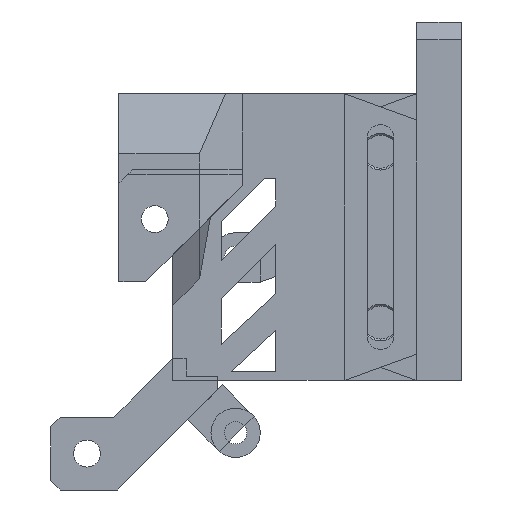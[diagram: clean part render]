
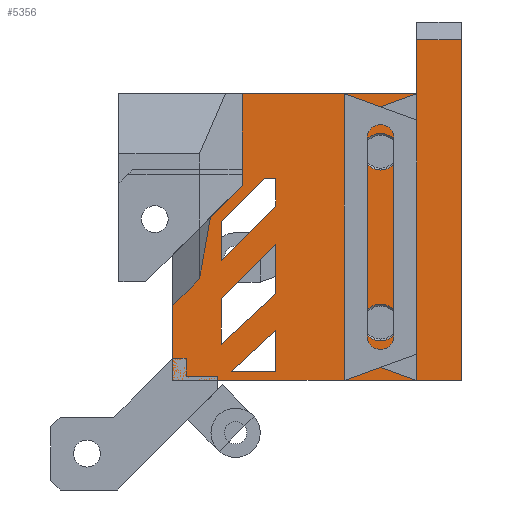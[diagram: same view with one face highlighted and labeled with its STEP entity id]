
A CAD part, left-side view. The second image highlights one B-rep face of the part: STEP entity #5356.
In plain terms, the highlighted planar face has unit normal (-1, 0, 0).
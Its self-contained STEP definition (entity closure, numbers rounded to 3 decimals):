
#243=FACE_BOUND('',#765,.T.);
#244=FACE_BOUND('',#766,.T.);
#245=FACE_BOUND('',#767,.T.);
#246=FACE_BOUND('',#768,.T.);
#247=FACE_BOUND('',#769,.T.);
#312=CIRCLE('',#5761,2.05);
#313=CIRCLE('',#5762,2.05);
#458=FACE_OUTER_BOUND('',#764,.T.);
#764=EDGE_LOOP('',(#3891,#3892,#3893,#3894,#3895,#3896,#3897,#3898,#3899,
#3900,#3901));
#765=EDGE_LOOP('',(#3902,#3903,#3904,#3905));
#766=EDGE_LOOP('',(#3906,#3907,#3908,#3909,#3910));
#767=EDGE_LOOP('',(#3911));
#768=EDGE_LOOP('',(#3912));
#769=EDGE_LOOP('',(#3913,#3914,#3915));
#1210=LINE('',#7835,#1819);
#1223=LINE('',#7859,#1832);
#1225=LINE('',#7864,#1834);
#1226=LINE('',#7866,#1835);
#1227=LINE('',#7868,#1836);
#1228=LINE('',#7870,#1837);
#1229=LINE('',#7872,#1838);
#1230=LINE('',#7874,#1839);
#1231=LINE('',#7876,#1840);
#1232=LINE('',#7878,#1841);
#1233=LINE('',#7879,#1842);
#1234=LINE('',#7882,#1843);
#1235=LINE('',#7884,#1844);
#1236=LINE('',#7886,#1845);
#1237=LINE('',#7887,#1846);
#1238=LINE('',#7890,#1847);
#1239=LINE('',#7892,#1848);
#1240=LINE('',#7894,#1849);
#1241=LINE('',#7896,#1850);
#1242=LINE('',#7897,#1851);
#1243=LINE('',#7904,#1852);
#1244=LINE('',#7906,#1853);
#1245=LINE('',#7907,#1854);
#1819=VECTOR('',#6414,10.);
#1832=VECTOR('',#6435,10.);
#1834=VECTOR('',#6441,10.);
#1835=VECTOR('',#6442,10.);
#1836=VECTOR('',#6443,10.);
#1837=VECTOR('',#6444,10.);
#1838=VECTOR('',#6445,10.);
#1839=VECTOR('',#6446,10.);
#1840=VECTOR('',#6447,10.);
#1841=VECTOR('',#6448,10.);
#1842=VECTOR('',#6449,10.);
#1843=VECTOR('',#6450,10.);
#1844=VECTOR('',#6451,10.);
#1845=VECTOR('',#6452,10.);
#1846=VECTOR('',#6453,10.);
#1847=VECTOR('',#6454,10.);
#1848=VECTOR('',#6455,10.);
#1849=VECTOR('',#6456,10.);
#1850=VECTOR('',#6457,10.);
#1851=VECTOR('',#6458,10.);
#1852=VECTOR('',#6463,10.);
#1853=VECTOR('',#6464,10.);
#1854=VECTOR('',#6465,10.);
#2385=VERTEX_POINT('',#7832);
#2386=VERTEX_POINT('',#7834);
#2393=VERTEX_POINT('',#7858);
#2394=VERTEX_POINT('',#7863);
#2395=VERTEX_POINT('',#7865);
#2396=VERTEX_POINT('',#7867);
#2397=VERTEX_POINT('',#7869);
#2398=VERTEX_POINT('',#7871);
#2399=VERTEX_POINT('',#7873);
#2400=VERTEX_POINT('',#7875);
#2401=VERTEX_POINT('',#7877);
#2402=VERTEX_POINT('',#7880);
#2403=VERTEX_POINT('',#7881);
#2404=VERTEX_POINT('',#7883);
#2405=VERTEX_POINT('',#7885);
#2406=VERTEX_POINT('',#7888);
#2407=VERTEX_POINT('',#7889);
#2408=VERTEX_POINT('',#7891);
#2409=VERTEX_POINT('',#7893);
#2410=VERTEX_POINT('',#7895);
#2411=VERTEX_POINT('',#7898);
#2412=VERTEX_POINT('',#7900);
#2413=VERTEX_POINT('',#7902);
#2414=VERTEX_POINT('',#7903);
#2415=VERTEX_POINT('',#7905);
#2942=EDGE_CURVE('',#2386,#2385,#1210,.T.);
#2955=EDGE_CURVE('',#2393,#2386,#1223,.T.);
#2957=EDGE_CURVE('',#2385,#2394,#1225,.T.);
#2958=EDGE_CURVE('',#2394,#2395,#1226,.T.);
#2959=EDGE_CURVE('',#2395,#2396,#1227,.T.);
#2960=EDGE_CURVE('',#2396,#2397,#1228,.T.);
#2961=EDGE_CURVE('',#2397,#2398,#1229,.T.);
#2962=EDGE_CURVE('',#2399,#2398,#1230,.T.);
#2963=EDGE_CURVE('',#2400,#2399,#1231,.T.);
#2964=EDGE_CURVE('',#2400,#2401,#1232,.T.);
#2965=EDGE_CURVE('',#2393,#2401,#1233,.T.);
#2966=EDGE_CURVE('',#2402,#2403,#1234,.T.);
#2967=EDGE_CURVE('',#2403,#2404,#1235,.T.);
#2968=EDGE_CURVE('',#2404,#2405,#1236,.T.);
#2969=EDGE_CURVE('',#2405,#2402,#1237,.T.);
#2970=EDGE_CURVE('',#2406,#2407,#1238,.T.);
#2971=EDGE_CURVE('',#2407,#2408,#1239,.T.);
#2972=EDGE_CURVE('',#2408,#2409,#1240,.T.);
#2973=EDGE_CURVE('',#2409,#2410,#1241,.T.);
#2974=EDGE_CURVE('',#2410,#2406,#1242,.T.);
#2975=EDGE_CURVE('',#2411,#2411,#312,.T.);
#2976=EDGE_CURVE('',#2412,#2412,#313,.T.);
#2977=EDGE_CURVE('',#2413,#2414,#1243,.T.);
#2978=EDGE_CURVE('',#2414,#2415,#1244,.T.);
#2979=EDGE_CURVE('',#2415,#2413,#1245,.T.);
#3891=ORIENTED_EDGE('',*,*,#2955,.T.);
#3892=ORIENTED_EDGE('',*,*,#2942,.T.);
#3893=ORIENTED_EDGE('',*,*,#2957,.T.);
#3894=ORIENTED_EDGE('',*,*,#2958,.T.);
#3895=ORIENTED_EDGE('',*,*,#2959,.T.);
#3896=ORIENTED_EDGE('',*,*,#2960,.T.);
#3897=ORIENTED_EDGE('',*,*,#2961,.T.);
#3898=ORIENTED_EDGE('',*,*,#2962,.F.);
#3899=ORIENTED_EDGE('',*,*,#2963,.F.);
#3900=ORIENTED_EDGE('',*,*,#2964,.T.);
#3901=ORIENTED_EDGE('',*,*,#2965,.F.);
#3902=ORIENTED_EDGE('',*,*,#2966,.T.);
#3903=ORIENTED_EDGE('',*,*,#2967,.T.);
#3904=ORIENTED_EDGE('',*,*,#2968,.T.);
#3905=ORIENTED_EDGE('',*,*,#2969,.T.);
#3906=ORIENTED_EDGE('',*,*,#2970,.T.);
#3907=ORIENTED_EDGE('',*,*,#2971,.T.);
#3908=ORIENTED_EDGE('',*,*,#2972,.T.);
#3909=ORIENTED_EDGE('',*,*,#2973,.T.);
#3910=ORIENTED_EDGE('',*,*,#2974,.T.);
#3911=ORIENTED_EDGE('',*,*,#2975,.F.);
#3912=ORIENTED_EDGE('',*,*,#2976,.F.);
#3913=ORIENTED_EDGE('',*,*,#2977,.T.);
#3914=ORIENTED_EDGE('',*,*,#2978,.T.);
#3915=ORIENTED_EDGE('',*,*,#2979,.T.);
#5110=PLANE('',#5760);
#5356=ADVANCED_FACE('',(#458,#243,#244,#245,#246,#247),#5110,.T.);
#5760=AXIS2_PLACEMENT_3D('',#7862,#6439,#6440);
#5761=AXIS2_PLACEMENT_3D('',#7899,#6459,#6460);
#5762=AXIS2_PLACEMENT_3D('',#7901,#6461,#6462);
#6414=DIRECTION('',(0.,1.,0.));
#6435=DIRECTION('',(0.,0.,-1.));
#6439=DIRECTION('center_axis',(-1.,0.,0.));
#6440=DIRECTION('ref_axis',(0.,0.,-1.));
#6441=DIRECTION('',(0.,-0.928,-0.371));
#6442=DIRECTION('',(0.,0.,-1.));
#6443=DIRECTION('',(0.,0.707,-0.707));
#6444=DIRECTION('',(0.,0.,-1.));
#6445=DIRECTION('',(0.,-1.,0.));
#6446=DIRECTION('',(0.,0.,-1.));
#6447=DIRECTION('',(0.,-1.,0.));
#6448=DIRECTION('',(0.,0.,-1.));
#6449=DIRECTION('',(0.,-1.,0.));
#6450=DIRECTION('',(0.,-0.707,0.707));
#6451=DIRECTION('',(0.,0.,-1.));
#6452=DIRECTION('',(0.,0.737,-0.676));
#6453=DIRECTION('',(0.,0.,1.));
#6454=DIRECTION('',(0.,0.,1.));
#6455=DIRECTION('',(0.,-0.707,0.707));
#6456=DIRECTION('',(0.,-1.,0.));
#6457=DIRECTION('',(0.,0.,-1.));
#6458=DIRECTION('',(0.,0.707,-0.707));
#6459=DIRECTION('center_axis',(-1.,0.,0.));
#6460=DIRECTION('ref_axis',(0.,-1.,0.));
#6461=DIRECTION('center_axis',(-1.,0.,0.));
#6462=DIRECTION('ref_axis',(0.,-1.,0.));
#6463=DIRECTION('',(0.,-0.737,0.676));
#6464=DIRECTION('',(0.,0.,-1.));
#6465=DIRECTION('',(0.,1.,0.));
#7832=CARTESIAN_POINT('',(-20.,-0.276,-3.));
#7834=CARTESIAN_POINT('',(-20.,-10.043,-3.));
#7835=CARTESIAN_POINT('',(-20.,-1.83,-3.));
#7858=CARTESIAN_POINT('',(-20.,-10.043,6.));
#7859=CARTESIAN_POINT('',(-20.,-10.043,1.5));
#7862=CARTESIAN_POINT('Origin',(-20.,0.,6.));
#7863=CARTESIAN_POINT('',(-20.,-5.276,-5.));
#7864=CARTESIAN_POINT('',(-20.,-1.105,-3.332));
#7865=CARTESIAN_POINT('',(-20.,-5.276,-9.));
#7866=CARTESIAN_POINT('',(-20.,-5.276,-1.5));
#7867=CARTESIAN_POINT('',(-20.,-2.276,-12.));
#7868=CARTESIAN_POINT('',(-20.,-6.207,-8.069));
#7869=CARTESIAN_POINT('',(-20.,-2.276,-26.));
#7870=CARTESIAN_POINT('',(-20.,-2.276,-13.013));
#7871=CARTESIAN_POINT('',(-20.,-34.5,-26.));
#7872=CARTESIAN_POINT('',(-20.,0.,-26.));
#7873=CARTESIAN_POINT('',(-20.,-34.5,12.));
#7874=CARTESIAN_POINT('',(-20.,-34.5,14.));
#7875=CARTESIAN_POINT('',(-20.,-29.5,12.));
#7876=CARTESIAN_POINT('',(-20.,-14.75,12.));
#7877=CARTESIAN_POINT('',(-20.,-29.5,6.));
#7878=CARTESIAN_POINT('',(-20.,-29.5,14.));
#7879=CARTESIAN_POINT('',(-20.,0.,6.));
#7880=CARTESIAN_POINT('',(-20.,-7.7,-16.893));
#7881=CARTESIAN_POINT('',(-20.,-13.8,-10.793));
#7882=CARTESIAN_POINT('',(-20.,-14.548,-10.044));
#7883=CARTESIAN_POINT('',(-20.,-13.8,-16.347));
#7884=CARTESIAN_POINT('',(-20.,-13.8,-5.174));
#7885=CARTESIAN_POINT('',(-20.,-7.7,-21.939));
#7886=CARTESIAN_POINT('',(-20.,-12.566,-17.478));
#7887=CARTESIAN_POINT('',(-20.,-7.7,-5.446));
#7888=CARTESIAN_POINT('',(-20.,-7.7,-12.65));
#7889=CARTESIAN_POINT('',(-20.,-7.7,-8.25));
#7890=CARTESIAN_POINT('',(-20.,-7.7,-1.125));
#7891=CARTESIAN_POINT('',(-20.,-12.5,-3.45));
#7892=CARTESIAN_POINT('',(-20.,-11.738,-4.212));
#7893=CARTESIAN_POINT('',(-20.,-13.8,-3.45));
#7894=CARTESIAN_POINT('',(-20.,-6.9,-3.45));
#7895=CARTESIAN_POINT('',(-20.,-13.8,-6.55));
#7896=CARTESIAN_POINT('',(-20.,-13.8,-0.275));
#7897=CARTESIAN_POINT('',(-20.,-10.438,-9.912));
#7898=CARTESIAN_POINT('',(-20.,-23.425,-19.535));
#7899=CARTESIAN_POINT('Origin',(-20.,-25.475,-19.535));
#7900=CARTESIAN_POINT('',(-20.,-23.425,-0.465));
#7901=CARTESIAN_POINT('Origin',(-20.,-25.475,-0.465));
#7902=CARTESIAN_POINT('',(-20.,-8.8,-25.));
#7903=CARTESIAN_POINT('',(-20.,-13.8,-20.417));
#7904=CARTESIAN_POINT('',(-20.,-16.63,-17.823));
#7905=CARTESIAN_POINT('',(-20.,-13.8,-25.));
#7906=CARTESIAN_POINT('',(-20.,-13.8,-9.5));
#7907=CARTESIAN_POINT('',(-20.,-4.4,-25.));
